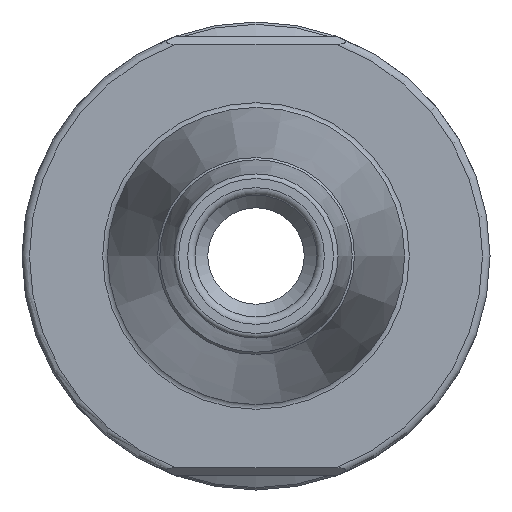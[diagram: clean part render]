
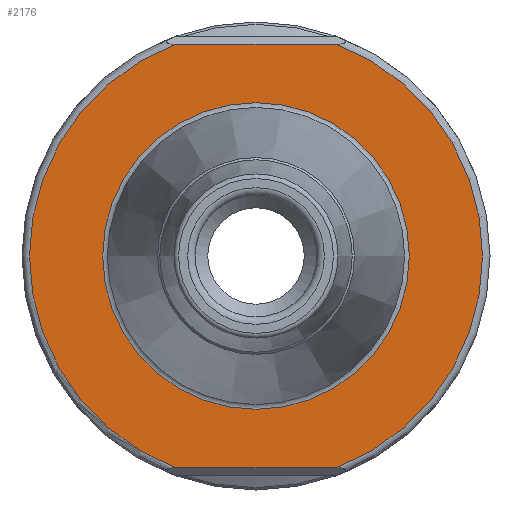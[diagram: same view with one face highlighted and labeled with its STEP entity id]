
A CAD part, left-side view. The second image highlights one B-rep face of the part: STEP entity #2176.
In plain terms, the highlighted planar face has unit normal (-1, 0, 0).
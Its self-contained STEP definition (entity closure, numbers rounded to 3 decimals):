
#137=FACE_BOUND('',#373,.T.);
#147=PLANE('',#2408);
#235=FACE_OUTER_BOUND('',#372,.T.);
#372=EDGE_LOOP('',(#1521,#1522,#1523,#1524));
#373=EDGE_LOOP('',(#1525));
#503=LINE('',#3401,#629);
#505=LINE('',#3444,#631);
#629=VECTOR('',#2735,10.);
#631=VECTOR('',#2747,10.);
#776=CIRCLE('',#2406,24.2);
#778=CIRCLE('',#2409,24.2);
#779=CIRCLE('',#2410,16.375);
#906=VERTEX_POINT('',#3383);
#907=VERTEX_POINT('',#3400);
#909=VERTEX_POINT('',#3421);
#911=VERTEX_POINT('',#3442);
#912=VERTEX_POINT('',#3445);
#1136=EDGE_CURVE('',#906,#907,#503,.T.);
#1139=EDGE_CURVE('',#907,#909,#776,.T.);
#1142=EDGE_CURVE('',#911,#906,#778,.T.);
#1143=EDGE_CURVE('',#909,#911,#505,.T.);
#1144=EDGE_CURVE('',#912,#912,#779,.T.);
#1521=ORIENTED_EDGE('',*,*,#1136,.F.);
#1522=ORIENTED_EDGE('',*,*,#1142,.F.);
#1523=ORIENTED_EDGE('',*,*,#1143,.F.);
#1524=ORIENTED_EDGE('',*,*,#1139,.F.);
#1525=ORIENTED_EDGE('',*,*,#1144,.T.);
#2176=ADVANCED_FACE('',(#235,#137),#147,.T.);
#2406=AXIS2_PLACEMENT_3D('',#3422,#2739,#2740);
#2408=AXIS2_PLACEMENT_3D('',#3441,#2743,#2744);
#2409=AXIS2_PLACEMENT_3D('',#3443,#2745,#2746);
#2410=AXIS2_PLACEMENT_3D('',#3446,#2748,#2749);
#2735=DIRECTION('',(0.,1.,0.));
#2739=DIRECTION('center_axis',(1.,0.,0.));
#2740=DIRECTION('ref_axis',(0.,-1.,0.));
#2743=DIRECTION('center_axis',(-1.,0.,0.));
#2744=DIRECTION('ref_axis',(0.,0.,1.));
#2745=DIRECTION('center_axis',(1.,0.,0.));
#2746=DIRECTION('ref_axis',(0.,-1.,0.));
#2747=DIRECTION('',(0.,-1.,0.));
#2748=DIRECTION('center_axis',(1.,0.,0.));
#2749=DIRECTION('ref_axis',(0.,0.,-1.));
#3383=CARTESIAN_POINT('',(3.2,-8.588,-22.625));
#3400=CARTESIAN_POINT('',(3.2,8.588,-22.625));
#3401=CARTESIAN_POINT('',(3.2,12.5,-22.625));
#3421=CARTESIAN_POINT('',(3.2,8.588,22.625));
#3422=CARTESIAN_POINT('Origin',(3.2,0.,0.));
#3441=CARTESIAN_POINT('Origin',(3.2,25.,0.));
#3442=CARTESIAN_POINT('',(3.2,-8.588,22.625));
#3443=CARTESIAN_POINT('Origin',(3.2,0.,0.));
#3444=CARTESIAN_POINT('',(3.2,12.5,22.625));
#3445=CARTESIAN_POINT('',(3.2,0.,16.375));
#3446=CARTESIAN_POINT('Origin',(3.2,0.,0.));
